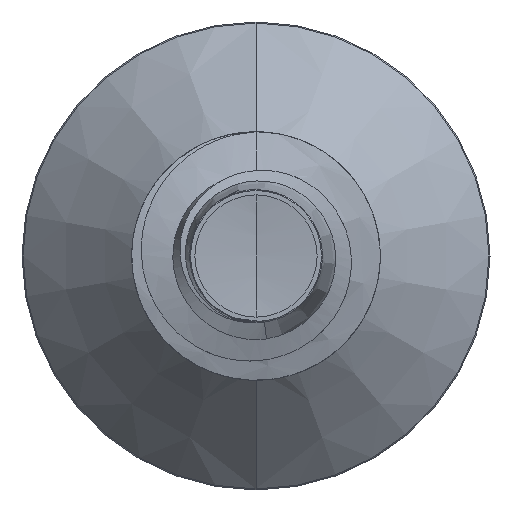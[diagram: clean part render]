
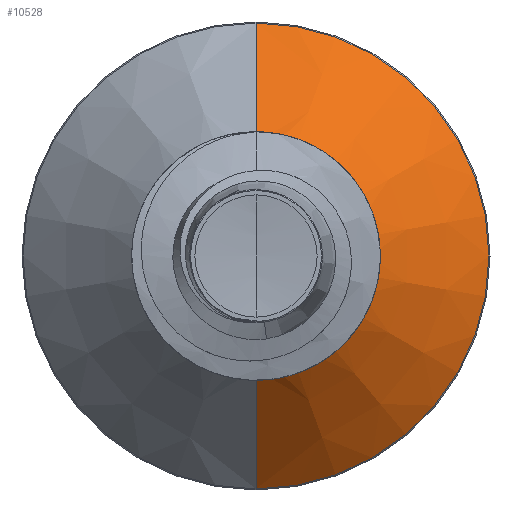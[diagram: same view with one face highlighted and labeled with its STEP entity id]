
A CAD part, front view. The second image highlights one B-rep face of the part: STEP entity #10528.
In plain terms, the highlighted conical face has half-angle 45 degrees and reference radius 2.744 mm.
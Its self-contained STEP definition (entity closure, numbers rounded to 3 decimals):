
#169 = EDGE_CURVE ( 'NONE', #13497, #5182, #4173, .T. ) ;
#524 = EDGE_CURVE ( 'NONE', #15553, #15387, #1737, .T. ) ;
#1737 = CIRCLE ( 'NONE', #2096, 5.624 ) ;
#2073 = CARTESIAN_POINT ( 'NONE',  ( 0., 21.624, 5.624 ) ) ;
#2096 = AXIS2_PLACEMENT_3D ( 'NONE', #11745, #11726, #11713 ) ;
#2578 = ORIENTED_EDGE ( 'NONE', *, *, #169, .T. ) ;
#2733 = ORIENTED_EDGE ( 'NONE', *, *, #17422, .T. ) ;
#2803 = ORIENTED_EDGE ( 'NONE', *, *, #524, .F. ) ;
#2873 = ORIENTED_EDGE ( 'NONE', *, *, #7522, .F. ) ;
#3182 = LINE ( 'NONE', #9744, #12543 ) ;
#4173 = CIRCLE ( 'NONE', #12729, 2.745 ) ;
#5182 = VERTEX_POINT ( 'NONE', #12785 ) ;
#5860 = CARTESIAN_POINT ( 'NONE',  ( 0., 18.745, 2.745 ) ) ;
#6878 = LINE ( 'NONE', #10179, #16415 ) ;
#7159 = CARTESIAN_POINT ( 'NONE',  ( 0., 21.624, -5.624 ) ) ;
#7522 = EDGE_CURVE ( 'NONE', #13497, #15553, #6878, .T. ) ;
#9412 = DIRECTION ( 'NONE',  ( 0., 1., 0. ) ) ;
#9744 = CARTESIAN_POINT ( 'NONE',  ( 0., 18.745, -2.745 ) ) ;
#10154 = DIRECTION ( 'NONE',  ( 0., 0.707, 0.707 ) ) ;
#10179 = CARTESIAN_POINT ( 'NONE',  ( 0., 18.745, 2.745 ) ) ;
#10528 = ADVANCED_FACE ( 'NONE', ( #13735 ), #13381, .T. ) ;
#11044 = DIRECTION ( 'NONE',  ( 0., 0., 1. ) ) ;
#11246 = CARTESIAN_POINT ( 'NONE',  ( 0., 18.745, 0. ) ) ;
#11713 = DIRECTION ( 'NONE',  ( 0., 0., 1. ) ) ;
#11726 = DIRECTION ( 'NONE',  ( 0., 1., 0. ) ) ;
#11744 = DIRECTION ( 'NONE',  ( 0., 1., 0. ) ) ;
#11745 = CARTESIAN_POINT ( 'NONE',  ( 0., 21.624, 0. ) ) ;
#11754 = DIRECTION ( 'NONE',  ( 0., 0., 1. ) ) ;
#12543 = VECTOR ( 'NONE', #15778, 1000. ) ;
#12729 = AXIS2_PLACEMENT_3D ( 'NONE', #15773, #9412, #11044 ) ;
#12785 = CARTESIAN_POINT ( 'NONE',  ( 0., 18.745, -2.745 ) ) ;
#13381 = CONICAL_SURFACE ( 'NONE', #15673, 2.745, 0.785 ) ;
#13497 = VERTEX_POINT ( 'NONE', #5860 ) ;
#13735 = FACE_OUTER_BOUND ( 'NONE', #14700, .T. ) ;
#14700 = EDGE_LOOP ( 'NONE', ( #2578, #2733, #2803, #2873 ) ) ;
#15387 = VERTEX_POINT ( 'NONE', #7159 ) ;
#15553 = VERTEX_POINT ( 'NONE', #2073 ) ;
#15673 = AXIS2_PLACEMENT_3D ( 'NONE', #11246, #11744, #11754 ) ;
#15773 = CARTESIAN_POINT ( 'NONE',  ( 0., 18.745, 0. ) ) ;
#15778 = DIRECTION ( 'NONE',  ( 0., 0.707, -0.707 ) ) ;
#16415 = VECTOR ( 'NONE', #10154, 1000. ) ;
#17422 = EDGE_CURVE ( 'NONE', #5182, #15387, #3182, .T. ) ;
